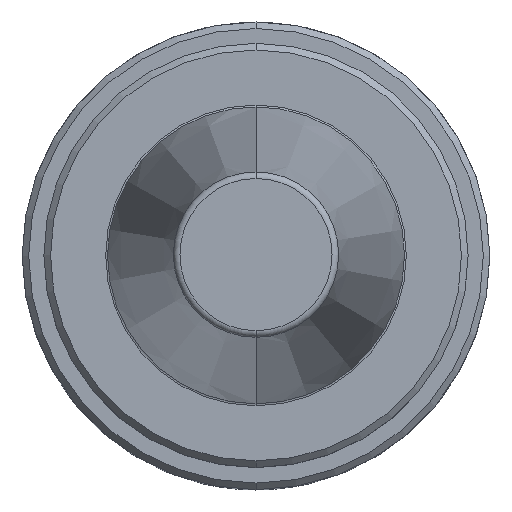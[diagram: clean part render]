
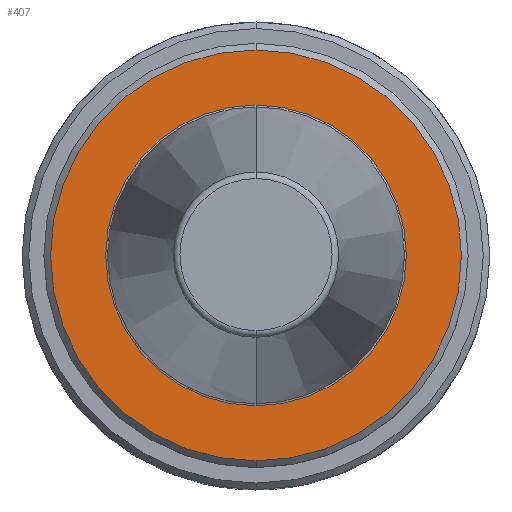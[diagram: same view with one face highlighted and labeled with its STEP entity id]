
A CAD part, top view. The second image highlights one B-rep face of the part: STEP entity #407.
In plain terms, the highlighted planar face has unit normal (0, 0, 1).
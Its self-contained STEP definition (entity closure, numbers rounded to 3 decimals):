
#99 = CARTESIAN_POINT ( 'NONE',  ( 0., 30.75, -3.2 ) ) ;
#300 = CARTESIAN_POINT ( 'NONE',  ( 0., 0., -3.2 ) ) ;
#314 = DIRECTION ( 'NONE',  ( 0., -1., 0. ) ) ;
#400 = EDGE_CURVE ( 'NONE', #421, #803, #1112, .T. ) ;
#407 = ADVANCED_FACE ( 'NONE', ( #1106, #1084 ), #1312, .F. ) ;
#421 = VERTEX_POINT ( 'NONE', #1741 ) ;
#550 = DIRECTION ( 'NONE',  ( 0., -1., 0. ) ) ;
#562 = DIRECTION ( 'NONE',  ( 0., 0., 1. ) ) ;
#566 = CARTESIAN_POINT ( 'NONE',  ( 0., 0., -3.2 ) ) ;
#644 = DIRECTION ( 'NONE',  ( 0., -1., 0. ) ) ;
#659 = DIRECTION ( 'NONE',  ( 0., 0., 1. ) ) ;
#672 = CARTESIAN_POINT ( 'NONE',  ( 0., 0., -3.2 ) ) ;
#677 = AXIS2_PLACEMENT_3D ( 'NONE', #566, #562, #550 ) ;
#681 = AXIS2_PLACEMENT_3D ( 'NONE', #672, #659, #644 ) ;
#803 = VERTEX_POINT ( 'NONE', #99 ) ;
#814 = AXIS2_PLACEMENT_3D ( 'NONE', #300, #1732, #314 ) ;
#1084 = FACE_OUTER_BOUND ( 'NONE', #2416, .T. ) ;
#1106 = FACE_BOUND ( 'NONE', #1666, .T. ) ;
#1112 = CIRCLE ( 'NONE', #1213, 30.75 ) ;
#1175 = AXIS2_PLACEMENT_3D ( 'NONE', #1575, #1708, #1593 ) ;
#1208 = VERTEX_POINT ( 'NONE', #1223 ) ;
#1213 = AXIS2_PLACEMENT_3D ( 'NONE', #1658, #1506, #1484 ) ;
#1223 = CARTESIAN_POINT ( 'NONE',  ( 0., 22.5, -3.2 ) ) ;
#1312 = PLANE ( 'NONE',  #1175 ) ;
#1385 = EDGE_CURVE ( 'NONE', #1208, #1991, #2557, .T. ) ;
#1484 = DIRECTION ( 'NONE',  ( 0., -1., 0. ) ) ;
#1506 = DIRECTION ( 'NONE',  ( 0., 0., 1. ) ) ;
#1525 = EDGE_CURVE ( 'NONE', #1991, #1208, #2173, .T. ) ;
#1530 = EDGE_CURVE ( 'NONE', #803, #421, #2115, .T. ) ;
#1575 = CARTESIAN_POINT ( 'NONE',  ( 0., 30.75, -3.2 ) ) ;
#1593 = DIRECTION ( 'NONE',  ( 0., 1., 0. ) ) ;
#1648 = ORIENTED_EDGE ( 'NONE', *, *, #1525, .F. ) ;
#1658 = CARTESIAN_POINT ( 'NONE',  ( 0., 0., -3.2 ) ) ;
#1666 = EDGE_LOOP ( 'NONE', ( #1648, #1734 ) ) ;
#1708 = DIRECTION ( 'NONE',  ( 0., 0., -1. ) ) ;
#1732 = DIRECTION ( 'NONE',  ( 0., 0., 1. ) ) ;
#1734 = ORIENTED_EDGE ( 'NONE', *, *, #1385, .F. ) ;
#1741 = CARTESIAN_POINT ( 'NONE',  ( 0., -30.75, -3.2 ) ) ;
#1954 = ORIENTED_EDGE ( 'NONE', *, *, #1530, .T. ) ;
#1991 = VERTEX_POINT ( 'NONE', #2274 ) ;
#2005 = ORIENTED_EDGE ( 'NONE', *, *, #400, .T. ) ;
#2115 = CIRCLE ( 'NONE', #677, 30.75 ) ;
#2173 = CIRCLE ( 'NONE', #681, 22.5 ) ;
#2274 = CARTESIAN_POINT ( 'NONE',  ( 0., -22.5, -3.2 ) ) ;
#2416 = EDGE_LOOP ( 'NONE', ( #1954, #2005 ) ) ;
#2557 = CIRCLE ( 'NONE', #814, 22.5 ) ;
